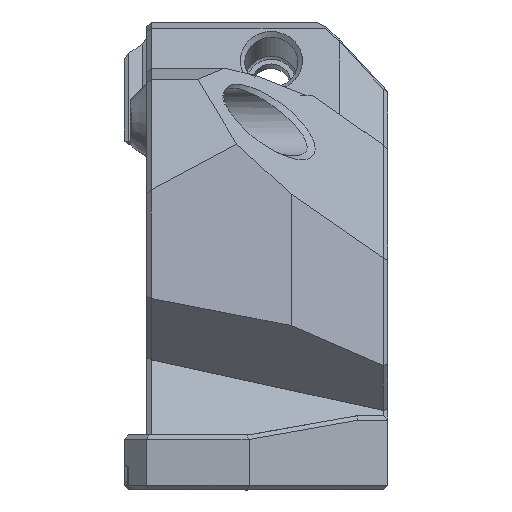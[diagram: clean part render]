
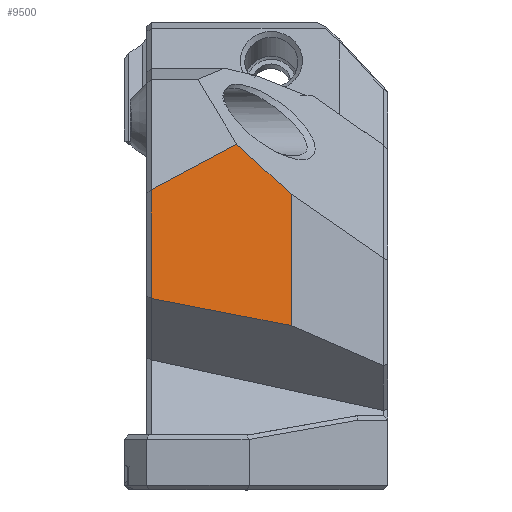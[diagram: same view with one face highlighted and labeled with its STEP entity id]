
A CAD part, left-side view. The second image highlights one B-rep face of the part: STEP entity #9500.
In plain terms, the highlighted face is planar.
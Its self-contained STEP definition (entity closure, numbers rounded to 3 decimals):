
#361=PLANE('',#10151);
#883=FACE_OUTER_BOUND('',#1433,.T.);
#1433=EDGE_LOOP('',(#7627,#7628,#7629,#7630,#7631,#7632,#7633));
#1927=LINE('',#13661,#2991);
#1936=LINE('',#13693,#3000);
#1939=LINE('',#13699,#3003);
#2055=LINE('',#13952,#3119);
#2058=LINE('',#13957,#3122);
#2062=LINE('',#13964,#3126);
#2200=LINE('',#15106,#3264);
#2991=VECTOR('',#10927,10.);
#3000=VECTOR('',#10940,10.);
#3003=VECTOR('',#10945,10.);
#3119=VECTOR('',#11167,10.);
#3122=VECTOR('',#11172,10.);
#3126=VECTOR('',#11178,10.);
#3264=VECTOR('',#11636,10.);
#4273=VERTEX_POINT('',#13658);
#4274=VERTEX_POINT('',#13660);
#4281=VERTEX_POINT('',#13692);
#4283=VERTEX_POINT('',#13698);
#4359=VERTEX_POINT('',#13951);
#4360=VERTEX_POINT('',#13956);
#4361=VERTEX_POINT('',#13960);
#5195=EDGE_CURVE('',#4274,#4273,#1927,.T.);
#5205=EDGE_CURVE('',#4274,#4281,#1936,.T.);
#5208=EDGE_CURVE('',#4283,#4281,#1939,.T.);
#5335=EDGE_CURVE('',#4283,#4359,#2055,.T.);
#5338=EDGE_CURVE('',#4359,#4360,#2058,.T.);
#5342=EDGE_CURVE('',#4360,#4361,#2062,.T.);
#5560=EDGE_CURVE('',#4273,#4361,#2200,.T.);
#7627=ORIENTED_EDGE('',*,*,#5335,.F.);
#7628=ORIENTED_EDGE('',*,*,#5208,.T.);
#7629=ORIENTED_EDGE('',*,*,#5205,.F.);
#7630=ORIENTED_EDGE('',*,*,#5195,.T.);
#7631=ORIENTED_EDGE('',*,*,#5560,.T.);
#7632=ORIENTED_EDGE('',*,*,#5342,.F.);
#7633=ORIENTED_EDGE('',*,*,#5338,.F.);
#9500=ADVANCED_FACE('',(#883),#361,.T.);
#10151=AXIS2_PLACEMENT_3D('',#15368,#11776,#11777);
#10927=DIRECTION('',(0.729,-0.141,-0.67));
#10940=DIRECTION('',(0.,0.,1.));
#10945=DIRECTION('',(-0.964,0.187,0.187));
#11167=DIRECTION('',(0.525,-0.102,-0.845));
#11172=DIRECTION('',(0.,0.,-1.));
#11178=DIRECTION('',(-0.278,0.054,-0.959));
#11636=DIRECTION('',(0.87,-0.169,0.463));
#11776=DIRECTION('center_axis',(-0.19,-0.982,0.));
#11777=DIRECTION('ref_axis',(-0.982,0.19,0.));
#13658=CARTESIAN_POINT('',(-9.368,74.338,166.663));
#13660=CARTESIAN_POINT('',(-14.178,75.27,171.083));
#13661=CARTESIAN_POINT('',(-17.08,75.832,173.749));
#13692=CARTESIAN_POINT('',(-14.178,75.27,182.699));
#13693=CARTESIAN_POINT('',(-14.178,75.27,187.357));
#13698=CARTESIAN_POINT('',(-1.819,72.876,180.305));
#13699=CARTESIAN_POINT('',(-8.128,74.098,181.527));
#13951=CARTESIAN_POINT('',(-1.812,72.875,180.293));
#13952=CARTESIAN_POINT('',(-6.744,73.83,188.222));
#13956=CARTESIAN_POINT('',(-1.812,72.875,170.706));
#13957=CARTESIAN_POINT('',(-1.812,72.875,190.139));
#13960=CARTESIAN_POINT('',(-1.819,72.876,170.681));
#13964=CARTESIAN_POINT('',(1.04,72.322,180.561));
#15106=CARTESIAN_POINT('',(0.766,72.375,172.056));
#15368=CARTESIAN_POINT('Origin',(-1.419,72.799,192.357));
